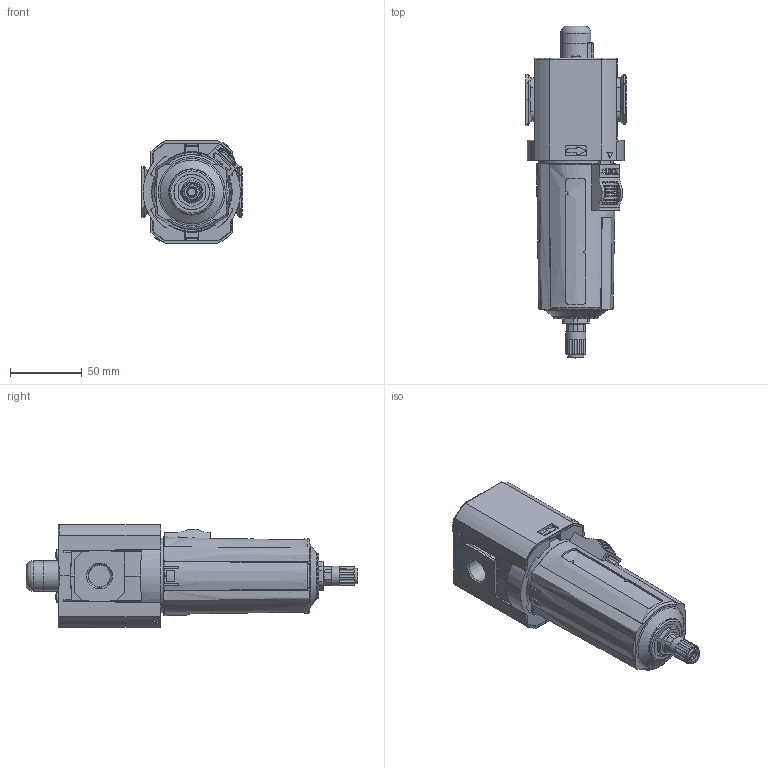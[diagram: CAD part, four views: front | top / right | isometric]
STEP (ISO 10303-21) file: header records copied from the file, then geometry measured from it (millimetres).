
FILE_DESCRIPTION( ( 'STEP AP214' ), '1' );
FILE_NAME( 'F84C-3AD-AP0(0).stp', '2019-03-03T03:16:03', ( '' ), ( '' ), ' ', 'PARTsolutions', ' ' );
FILE_SCHEMA( ( 'AUTOMOTIVE_DESIGN { 1 0 10303 214 1 1 1 1 }' ) );
Length unit declared in the file: millimetre
Products named in the file (9): F84C-3AD-AP0(0); _840001-3-A-F84C; _840036-84_F84C; _840092-89; _840025-60_F84C_B; _840003-54_F84C_D; _5797-60-72; _5797-60-72_L; _5797-60-72_S
Assembly tree (9 placements, depth 2):
  F84C-3AD-AP0(0)
    _840001-3-A-F84C
    _840036-84_F84C
    _840092-89
    _840025-60_F84C_B
    _840003-54_F84C_D
    _5797-60-72
    _5797-60-72_L
    _5797-60-72_S  x2
Bounding box: 70.25 x 232.12 x 72 mm (x, y, z)
Volume: 479187.5 mm3; surface area: 101155.4 mm2
Topology: 9 solids, 9 shells, 1111 faces, 3041 edges, 2004 vertices
Faces by surface type: plane 556, cylinder 414, cone 61, torus 60, bspline 18, sphere 2
Full cylindrical faces by diameter (mm): 2 x2, 4 x2, 4.134 x2, 4.5 x2, 5.6 x1, 6.24 x1, 6.6 x2, 7 x2, 11 x1, 13.9 x1, 15.67 x2, 19.7 x1, 21.2 x1, 23.04 x1, 24.6 x1, 24.609 x1, 25.4 x2, 38.7 x1, 62.5 x1
Entity records: 45057 total; most frequent: CARTESIAN_POINT 9721, ORIENTED_EDGE 5712, DIRECTION 5385, EDGE_CURVE 2856, AXIS2_PLACEMENT_3D 1980, VERTEX_POINT 1920, LINE 1425, VECTOR 1425
